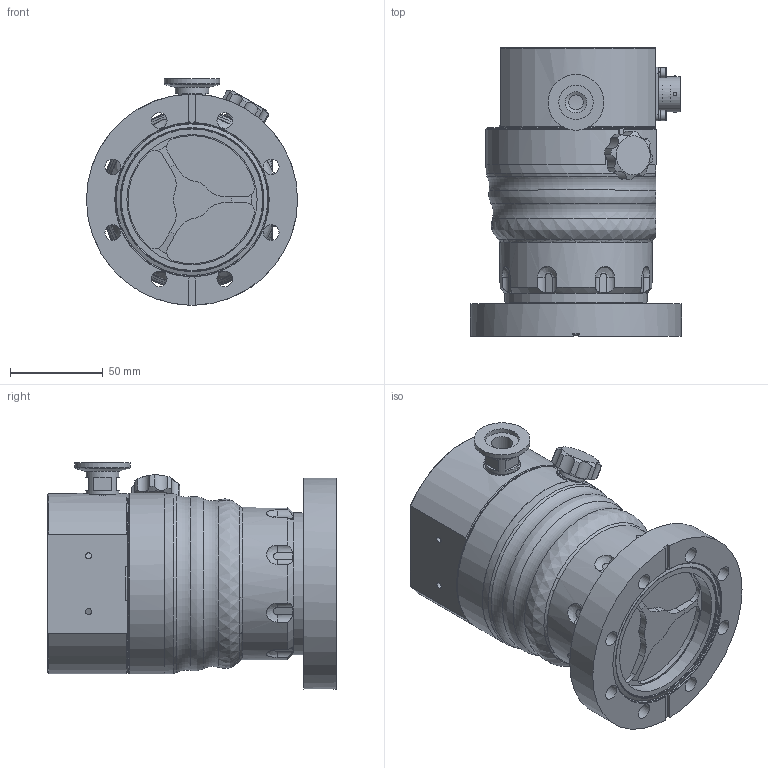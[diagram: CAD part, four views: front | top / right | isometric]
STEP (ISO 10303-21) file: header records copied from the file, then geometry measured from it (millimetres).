
FILE_DESCRIPTION((''),'2;1');
FILE_NAME('PM902167.stp','2010-03-22T12:24:26',('MARXMANKEL'),(''),'Autodesk Inventor 2009','Autodesk Inventor 2009','');
FILE_SCHEMA(('AUTOMOTIVE_DESIGN { 1 0 10303 214 1 1 1 1 }'));
Length unit declared in the file: millimetre
Products named in the file (1): PM902167
Bounding box: 113.5 x 155.2 x 121.75 mm (x, y, z)
Volume: 999404.9 mm3; surface area: 109331.4 mm2
Topology: 1 solids, 37 shells, 801 faces, 1961 edges, 1293 vertices
Faces by surface type: plane 324, cylinder 237, bspline 139, cone 69, torus 32
Full cylindrical faces by diameter (mm): 0.5 x1, 1 x21, 1.5 x1, 2 x10, 2.4 x6, 3 x4, 4 x12, 5.5 x4, 7 x8, 8 x1, 8.1 x2, 10 x2, 11 x1, 13 x1, 13.5 x1, 13.8 x2, 15.4 x2, 16 x2, 18 x2, 18.2 x1, 18.973 x1, 19.761 x1, 24.9 x1, 25 x1, 26.5 x1, 26.7 x1, 27.5 x1, 28.5 x1, 30 x1, 70 x1
Entity records: 27625 total; most frequent: CARTESIAN_POINT 10488, DIRECTION 3257, ORIENTED_EDGE 3076, EDGE_CURVE 1538, AXIS2_PLACEMENT_3D 1340, EDGE_LOOP 1213, VERTEX_POINT 1131, FACE_OUTER_BOUND 801
